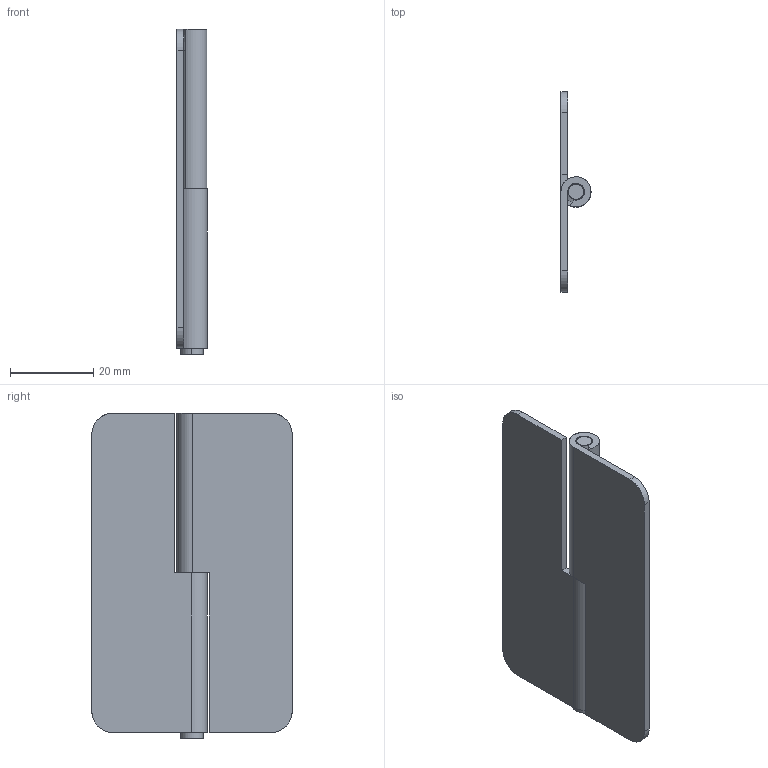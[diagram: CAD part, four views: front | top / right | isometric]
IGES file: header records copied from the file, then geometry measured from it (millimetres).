
Start section: SolidWorks IGES file using analytic representation for surfaces
Global section: file name: KH-1038-1R.IGS,15; native system: HSolidWorks 2010; preprocessor: SolidWorks 2010; author: Administrator; date: 100415.121744; units: millimetre
Bounding box: 7.2 x 48 x 78.01 mm (x, y, z)
Surface area: 11882.6 mm2 (no closed solid volume)
Topology: 0 solids, 0 shells, 407 faces, 4850 edges, 4850 vertices
Faces by surface type: bspline 389, revolution 18
